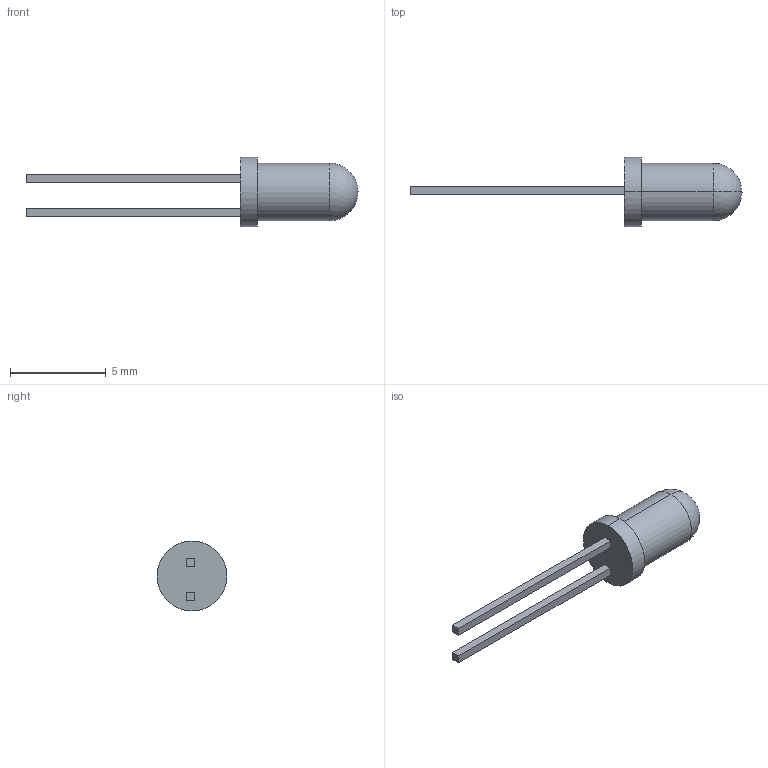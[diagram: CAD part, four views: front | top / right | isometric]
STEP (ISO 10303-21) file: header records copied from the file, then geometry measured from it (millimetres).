
FILE_DESCRIPTION(('CoCreate Modeling STEP Export'),'2;1');
FILE_NAME('3mm_LED.stp','2012-06-11T11:20:12',(''),(''),'CoCreate Modeling STEP processor for AP214 (Solid Model)','CoCreate Modeling 17.00A 17-Jun-2010 (C) Parametric Technology GmbH','');
FILE_SCHEMA(('AUTOMOTIVE_DESIGN { 1 0 10303 214 1 1 1 1 }'));
Length unit declared in the file: millimetre
Products named in the file (6): led_energy; led_pin.1.1.1; led_pin.2.1
Assembly tree (3 placements, depth 2):
  led_energy
    led_energy
  led_pin.1.1.1
    led_pin.1.1.1
  led_pin.2.1
    led_pin.2.1
Bounding box: 17.3 x 3.64 x 3.64 mm (x, y, z)
Volume: 48.3 mm3; surface area: 124.9 mm2
Topology: 3 solids, 3 shells, 33 faces, 79 edges, 50 vertices
Faces by surface type: plane 23, cylinder 4, cone 4, sphere 2
Entity records: 1162 total; most frequent: CARTESIAN_POINT 322, ORIENTED_EDGE 150, DIRECTION 135, EDGE_CURVE 75, VECTOR 57, LINE 57, VERTEX_POINT 50, AXIS2_PLACEMENT_3D 39
